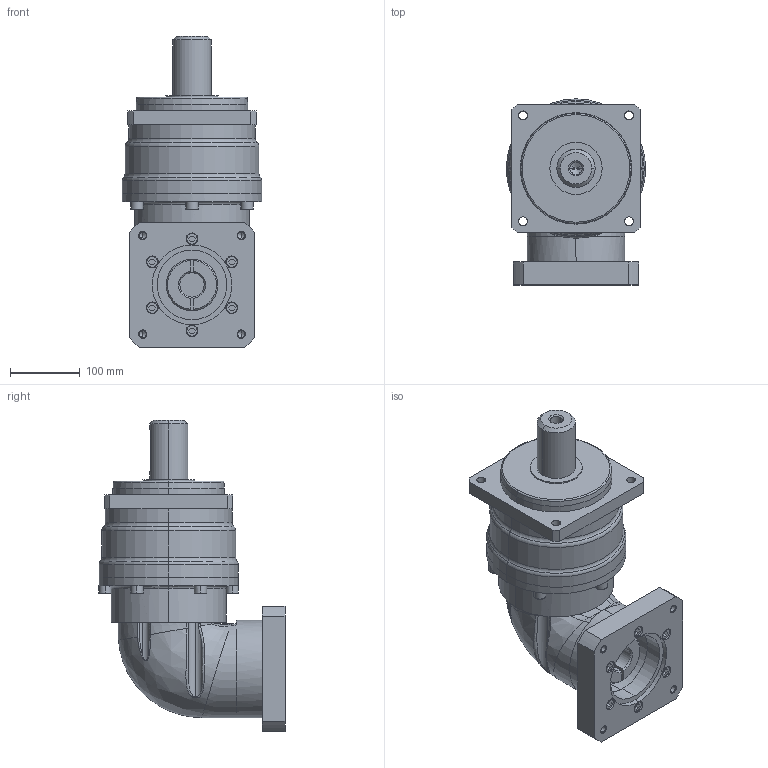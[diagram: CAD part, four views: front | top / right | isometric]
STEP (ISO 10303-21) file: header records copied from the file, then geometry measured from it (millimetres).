
FILE_DESCRIPTION((''),'2;1');
FILE_NAME('EVB180-L2-S2_ASM','2022-06-13T13:09:29',('Administrator'),(''),'CREO PARAMETRIC BY PTC INC, 2019010','CREO PARAMETRIC BY PTC INC, 2019010','');
FILE_SCHEMA(('CONFIG_CONTROL_DESIGN'));
Length unit declared in the file: millimetre
Products named in the file (4): 400; __20001; EVB180-L2-S2_1_ASM; EVB180-L2-S2_ASM
Assembly tree (3 placements, depth 3):
  EVB180-L2-S2_ASM
    EVB180-L2-S2_1_ASM
      400
      __20001
Bounding box: 200 x 267.1 x 446.7 mm (x, y, z)
Volume: 8909998.2 mm3; surface area: 466501.9 mm2
Topology: 2 solids, 2 shells, 356 faces, 875 edges, 552 vertices
Faces by surface type: plane 148, cylinder 105, torus 41, bspline 34, cone 28
Entity records: 16401 total; most frequent: CARTESIAN_POINT 7981, DIRECTION 1732, ORIENTED_EDGE 1728, EDGE_CURVE 864, AXIS2_PLACEMENT_3D 666, VERTEX_POINT 552, EDGE_LOOP 404, VECTOR 400
